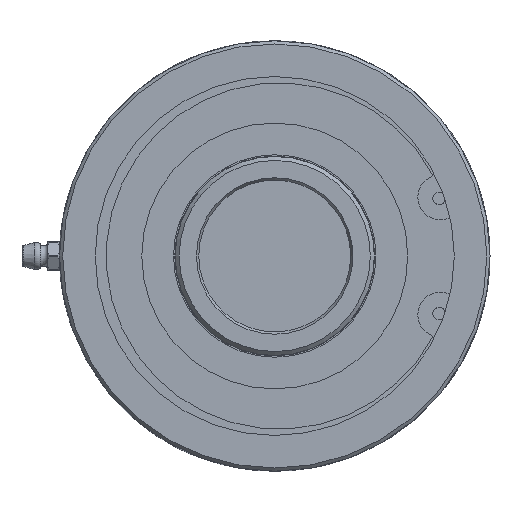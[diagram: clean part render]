
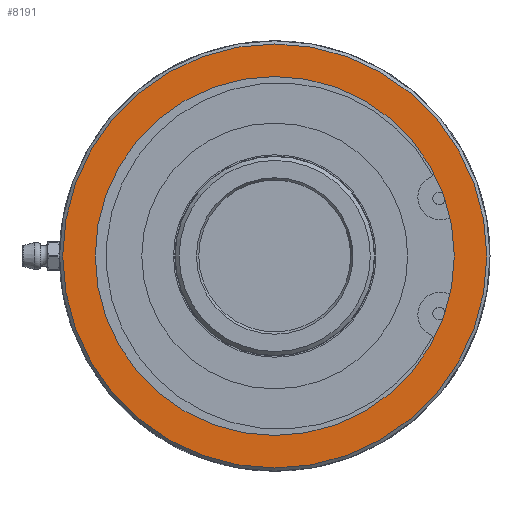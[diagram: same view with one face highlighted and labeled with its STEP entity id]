
A CAD part, left-side view. The second image highlights one B-rep face of the part: STEP entity #8191.
In plain terms, the highlighted planar face has unit normal (-1, 0, 0).
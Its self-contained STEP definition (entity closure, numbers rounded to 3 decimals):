
#395=PLANE('',#8812);
#489=FACE_BOUND('',#1809,.T.);
#1308=FACE_OUTER_BOUND('',#1808,.T.);
#1808=EDGE_LOOP('',(#7218));
#1809=EDGE_LOOP('',(#7219,#7220));
#2191=CIRCLE('',#8810,53.2);
#2192=CIRCLE('',#8813,45.035);
#2193=CIRCLE('',#8814,45.035);
#3773=VERTEX_POINT('',#22541);
#3774=VERTEX_POINT('',#22546);
#3775=VERTEX_POINT('',#22547);
#4943=EDGE_CURVE('',#3773,#3773,#2191,.T.);
#4944=EDGE_CURVE('',#3774,#3775,#2192,.T.);
#4945=EDGE_CURVE('',#3775,#3774,#2193,.T.);
#7218=ORIENTED_EDGE('',*,*,#4943,.F.);
#7219=ORIENTED_EDGE('',*,*,#4944,.T.);
#7220=ORIENTED_EDGE('',*,*,#4945,.T.);
#8191=ADVANCED_FACE('',(#1308,#489),#395,.F.);
#8810=AXIS2_PLACEMENT_3D('',#22543,#10338,#10339);
#8812=AXIS2_PLACEMENT_3D('',#22545,#10342,#10343);
#8813=AXIS2_PLACEMENT_3D('',#22548,#10344,#10345);
#8814=AXIS2_PLACEMENT_3D('',#22549,#10346,#10347);
#10338=DIRECTION('center_axis',(1.,0.,0.));
#10339=DIRECTION('ref_axis',(0.,-1.,0.));
#10342=DIRECTION('center_axis',(1.,0.,0.));
#10343=DIRECTION('ref_axis',(0.,0.,-1.));
#10344=DIRECTION('center_axis',(1.,0.,0.));
#10345=DIRECTION('ref_axis',(0.,1.,0.));
#10346=DIRECTION('center_axis',(1.,0.,0.));
#10347=DIRECTION('ref_axis',(0.,1.,0.));
#22541=CARTESIAN_POINT('',(2.,53.2,0.));
#22543=CARTESIAN_POINT('Origin',(2.,0.,0.));
#22545=CARTESIAN_POINT('Origin',(2.,27.,0.));
#22546=CARTESIAN_POINT('',(2.,45.035,0.));
#22547=CARTESIAN_POINT('',(2.,-45.035,0.));
#22548=CARTESIAN_POINT('Origin',(2.,0.,0.));
#22549=CARTESIAN_POINT('Origin',(2.,0.,0.));
